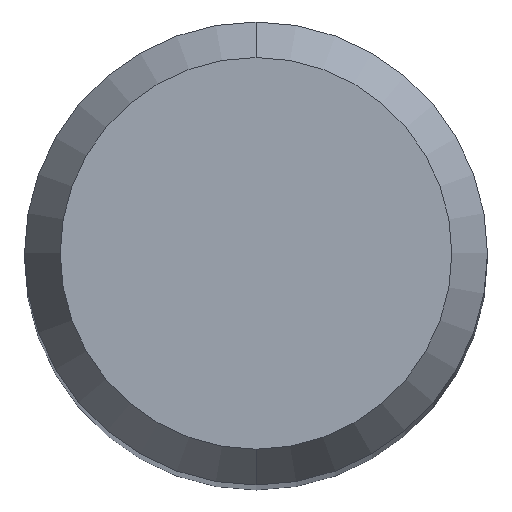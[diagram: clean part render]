
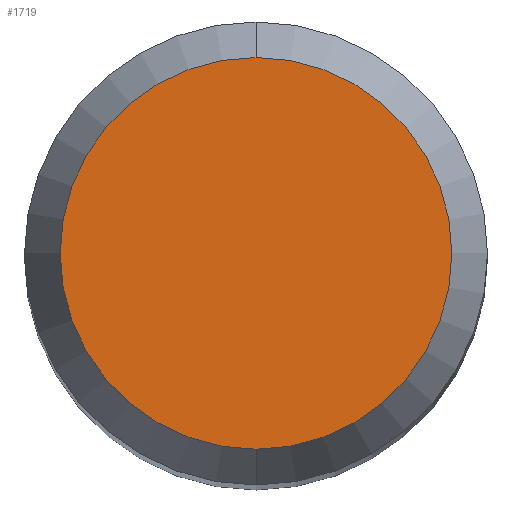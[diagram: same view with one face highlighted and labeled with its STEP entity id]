
A CAD part, top view. The second image highlights one B-rep face of the part: STEP entity #1719.
In plain terms, the highlighted planar face has unit normal (0, 0, 1).
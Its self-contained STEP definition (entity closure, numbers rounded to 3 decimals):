
#975=VERTEX_POINT('',#2243);
#1093=EDGE_CURVE('',#975,#1745,#2371,.T.);
#1311=EDGE_CURVE('',#1745,#975,#2607,.T.);
#1719=ADVANCED_FACE('',(#3051),#3052,.T.);
#1745=VERTEX_POINT('',#3081);
#2243=CARTESIAN_POINT('',(0.0,2.538,0.0));
#2371=CIRCLE('',#8193,2.538);
#2607=CIRCLE('',#10737,2.538);
#3051=FACE_OUTER_BOUND('',#16145,.T.);
#3052=PLANE('',#16146);
#3081=CARTESIAN_POINT('',(0.,-2.538,0.0));
#8193=AXIS2_PLACEMENT_3D('',#17785,#17786,#17787);
#10737=AXIS2_PLACEMENT_3D('',#18012,#18013,#18014);
#16145=EDGE_LOOP('',(#18434,#18435));
#16146=AXIS2_PLACEMENT_3D('',#18436,#18437,#18438);
#17785=CARTESIAN_POINT('',(0.0,0.0,0.0));
#17786=DIRECTION('',(0.0,0.0,-1.0));
#17787=DIRECTION('',(0.0,1.0,0.0));
#18012=CARTESIAN_POINT('',(0.0,0.0,0.0));
#18013=DIRECTION('',(0.0,0.0,-1.0));
#18014=DIRECTION('',(0.0,1.0,0.0));
#18434=ORIENTED_EDGE('',*,*,#1093,.F.);
#18435=ORIENTED_EDGE('',*,*,#1311,.F.);
#18436=CARTESIAN_POINT('',(0.0,1.269,0.0));
#18437=DIRECTION('',(-0.0,0.0,1.0));
#18438=DIRECTION('',(0.0,-1.0,0.0));
